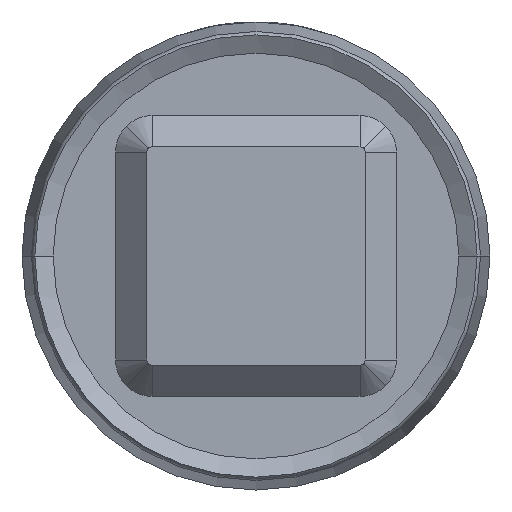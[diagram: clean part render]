
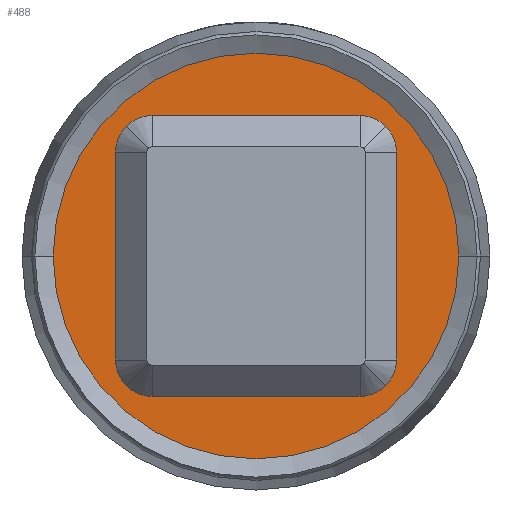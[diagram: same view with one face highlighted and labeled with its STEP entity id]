
A CAD part, left-side view. The second image highlights one B-rep face of the part: STEP entity #488.
In plain terms, the highlighted planar face has unit normal (-1, 0, 0).
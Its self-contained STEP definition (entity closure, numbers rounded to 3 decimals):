
#488=ADVANCED_FACE('',(#1006,#1007),#1008,.F.);
#1006=FACE_OUTER_BOUND('',#1569,.T.);
#1007=FACE_BOUND('',#1570,.T.);
#1008=PLANE('',#1571);
#1569=EDGE_LOOP('',(#2763,#2764));
#1570=EDGE_LOOP('',(#2765,#2766));
#1571=AXIS2_PLACEMENT_3D('',#2767,#2768,#2769);
#2763=ORIENTED_EDGE('',*,*,#3570,.T.);
#2764=ORIENTED_EDGE('',*,*,#3586,.T.);
#2765=ORIENTED_EDGE('',*,*,#3579,.F.);
#2766=ORIENTED_EDGE('',*,*,#3581,.F.);
#2767=CARTESIAN_POINT('',(-5.495,0.0,0.0));
#2768=DIRECTION('',(1.0,-0.0,0.0));
#2769=DIRECTION('',(0.0,1.0,0.0));
#3570=EDGE_CURVE('',#4294,#4298,#4300,.T.);
#3579=EDGE_CURVE('',#4313,#4311,#4315,.T.);
#3581=EDGE_CURVE('',#4311,#4313,#4317,.T.);
#3586=EDGE_CURVE('',#4298,#4294,#4322,.T.);
#4294=VERTEX_POINT('',#5554);
#4298=VERTEX_POINT('',#5559);
#4300=CIRCLE('',#5562,39.0);
#4311=VERTEX_POINT('',#5575);
#4313=VERTEX_POINT('',#5578);
#4315=CIRCLE('',#5581,22.5);
#4317=CIRCLE('',#5583,22.5);
#4322=CIRCLE('',#5588,39.0);
#5554=CARTESIAN_POINT('',(-5.495,39.0,0.0));
#5559=CARTESIAN_POINT('',(-5.495,-39.0,0.));
#5562=AXIS2_PLACEMENT_3D('',#6436,#6437,#6438);
#5575=CARTESIAN_POINT('',(-5.495,-22.5,0.));
#5578=CARTESIAN_POINT('',(-5.495,22.5,0.));
#5581=AXIS2_PLACEMENT_3D('',#6449,#6450,#6451);
#5583=AXIS2_PLACEMENT_3D('',#6452,#6453,#6454);
#5588=AXIS2_PLACEMENT_3D('',#6461,#6462,#6463);
#6436=CARTESIAN_POINT('',(-5.495,0.0,0.0));
#6437=DIRECTION('',(-1.0,0.0,0.0));
#6438=DIRECTION('',(0.0,1.0,0.0));
#6449=CARTESIAN_POINT('',(-5.495,0.0,0.0));
#6450=DIRECTION('',(-1.0,0.0,0.0));
#6451=DIRECTION('',(0.0,-1.0,0.0));
#6452=CARTESIAN_POINT('',(-5.495,0.0,0.0));
#6453=DIRECTION('',(-1.0,0.0,0.0));
#6454=DIRECTION('',(0.0,-1.0,0.0));
#6461=CARTESIAN_POINT('',(-5.495,0.0,0.0));
#6462=DIRECTION('',(-1.0,0.0,0.0));
#6463=DIRECTION('',(0.0,1.0,0.0));
